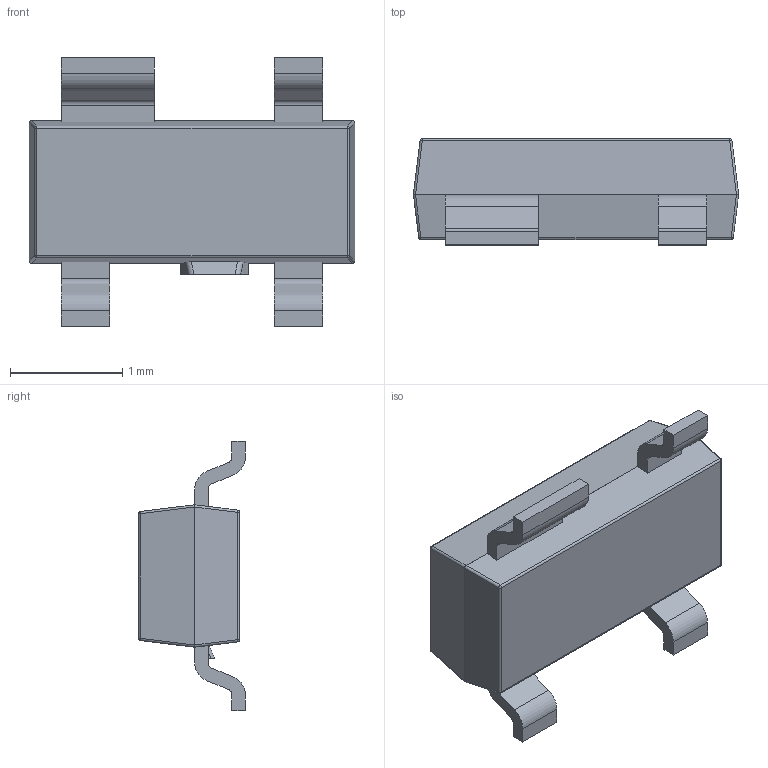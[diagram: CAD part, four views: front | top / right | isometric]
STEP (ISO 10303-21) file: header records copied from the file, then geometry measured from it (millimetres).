
FILE_DESCRIPTION (( '3D model for products with SOT143B package' ), '1' );
FILE_NAME ('SOT143B step.STEP', '2019-07-25T05:14:24', ( 'Packaging R&D' ), ( 'Nexperia' ), 'SwSTEP 2.0', 'SolidWorks 2018', '' );
FILE_SCHEMA (( 'AUTOMOTIVE_DESIGN' ));
Length unit declared in the file: millimetre
Products named in the file (5): SOT143B Upper body; SOT143B lower body; SOT143B step; SOT143B Large lead; SOT143B small Lead
Assembly tree (6 placements, depth 2):
  SOT143B step
    SOT143B lower body
    SOT143B small Lead  x3
    SOT143B Large lead
    SOT143B Upper body
Bounding box: 2.9 x 0.95 x 2.4 mm (x, y, z)
Volume: 3.3 mm3; surface area: 25.8 mm2
Topology: 6 solids, 6 shells, 140 faces, 359 edges, 226 vertices
Faces by surface type: plane 83, cylinder 49, sphere 8
Entity records: 3537 total; most frequent: CARTESIAN_POINT 614, DIRECTION 579, ORIENTED_EDGE 558, EDGE_CURVE 279, VECTOR 197, LINE 197, AXIS2_PLACEMENT_3D 191, VERTEX_POINT 178
